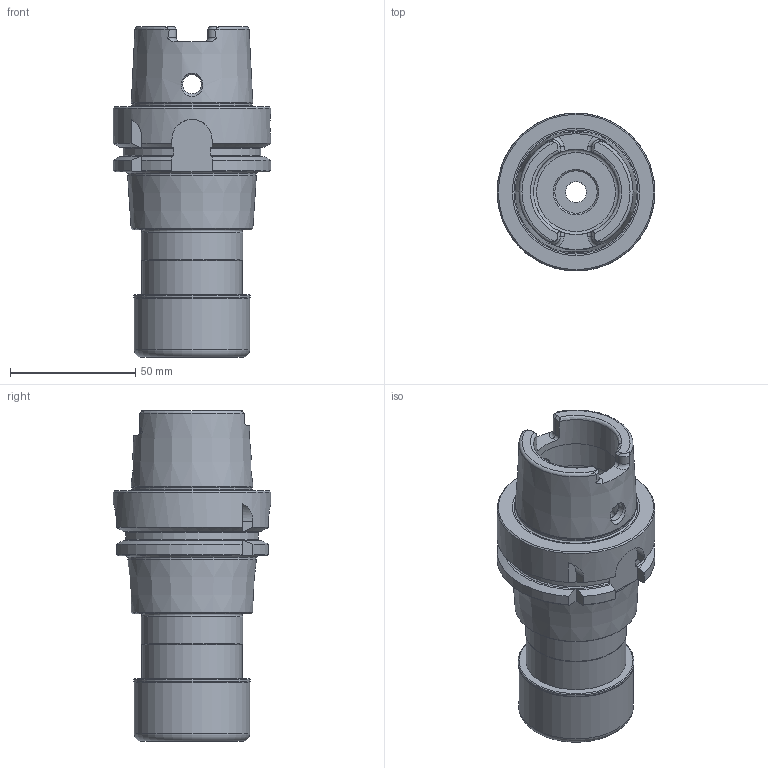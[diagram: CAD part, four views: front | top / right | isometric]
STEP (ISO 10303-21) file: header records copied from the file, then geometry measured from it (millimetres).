
FILE_DESCRIPTION(/* description */ (''),/* implementation_level */ '2;1');
FILE_NAME(/* name */ '556382550.stp',/* time_stamp */ '2021-01-08T12:25:37',/* author */ ('LRA'),/* organization */ ('REGO-FIX'),/* preprocessor_version */ ' Unknown',/* originating_system */ 'SIEMENS PLM Software Solid Edge ST10',/* authorization */ 'Unknown');
FILE_SCHEMA (('AUTOMOTIVE_DESIGN { 1 0 10303 214 2 1 1}'));
Length unit declared in the file: millimetre
Products named in the file (1): 0017495
Bounding box: 63 x 63 x 132 mm (x, y, z)
Volume: 161168.8 mm3; surface area: 44650.2 mm2
Topology: 2 solids, 2 shells, 162 faces, 412 edges, 260 vertices
Faces by surface type: plane 52, cylinder 43, cone 38, torus 29
Full cylindrical faces by diameter (mm): 7.5 x2, 8.4 x1, 10 x1, 16.917 x1, 20 x1, 25 x1, 30 x1, 34 x3, 38.376 x1, 40 x3, 40.05 x1, 40.5 x2, 42 x1, 46 x1, 46.4 x1, 48.129 x1, 51.4 x1, 63 x1
Entity records: 5767 total; most frequent: CARTESIAN_POINT 1171, DIRECTION 708, ORIENTED_EDGE 638, EDGE_CURVE 319, AXIS2_PLACEMENT_3D 308, EDGE_LOOP 243, FACE_BOUND 243, VERTEX_POINT 234
